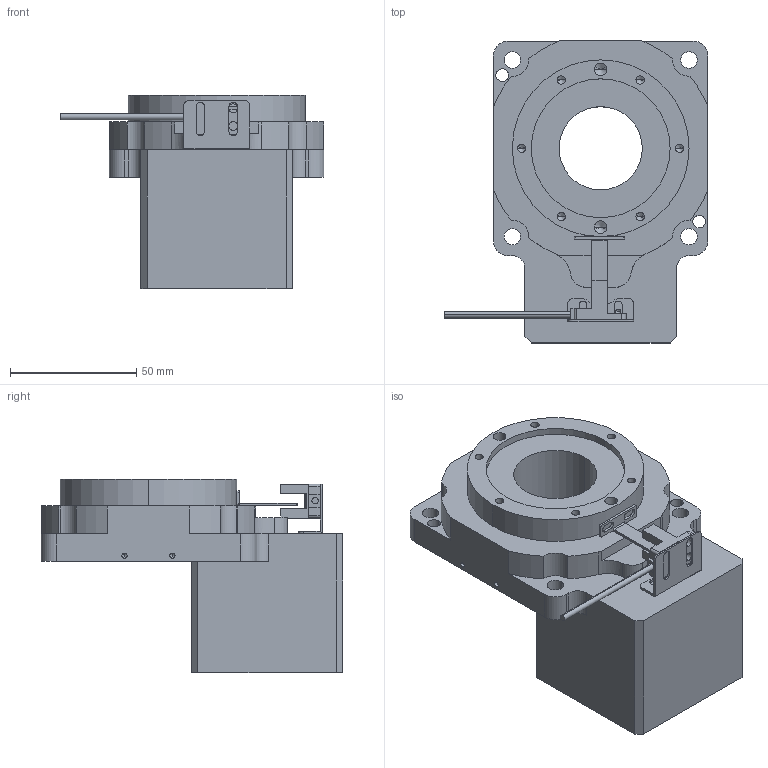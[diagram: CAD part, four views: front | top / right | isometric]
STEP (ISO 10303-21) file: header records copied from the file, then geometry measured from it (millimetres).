
FILE_DESCRIPTION (( 'STEP AP214' ), '1' );
FILE_NAME ('KTN85-5K-14-50-70-M4.STEP', '2022-09-13T00:46:07', ( '' ), ( '' ), 'SwSTEP 2.0', 'SolidWorks 2020', '' );
FILE_SCHEMA (( 'AUTOMOTIVE_DESIGN' ));
Length unit declared in the file: millimetre
Products named in the file (5): SX674; KTN85-5K-14-50-70-M4; 覜茼え1; 覜茼ん盓殤
Assembly tree (4 placements, depth 2):
  KTN85-5K-14-50-70-M4
    KTN85-5K-14-50-70-M4
    SX674
    覜茼ん盓殤
    覜茼え1
Bounding box: 104.55 x 119.5 x 76.5 mm (x, y, z)
Volume: 322311.5 mm3; surface area: 49104 mm2
Topology: 4 solids, 6 shells, 278 faces, 737 edges, 458 vertices
Faces by surface type: cylinder 126, plane 112, cone 40
Entity records: 8688 total; most frequent: DIRECTION 1519, CARTESIAN_POINT 1446, ORIENTED_EDGE 1394, EDGE_CURVE 697, AXIS2_PLACEMENT_3D 539, VERTEX_POINT 458, LINE 441, VECTOR 441
